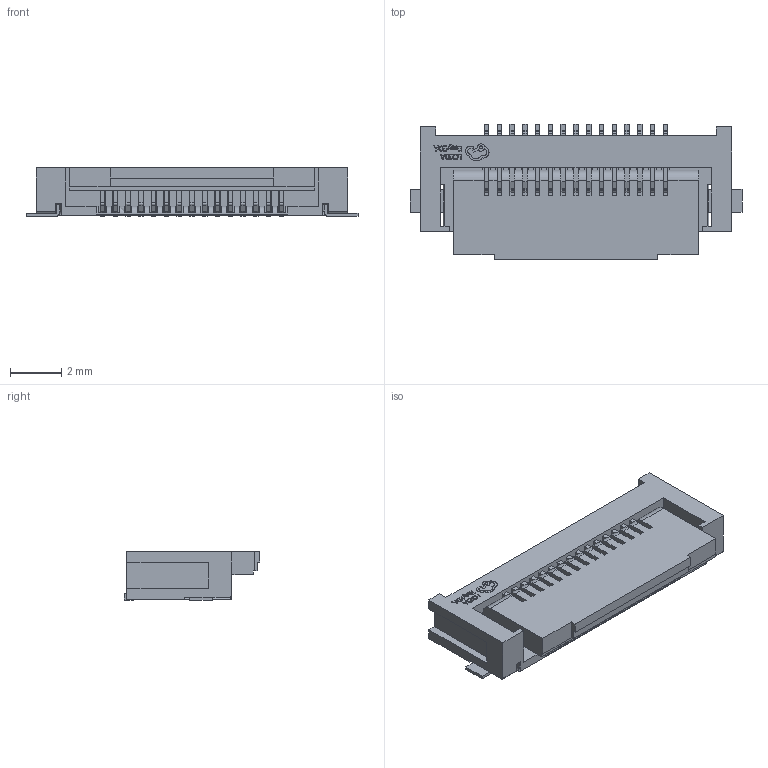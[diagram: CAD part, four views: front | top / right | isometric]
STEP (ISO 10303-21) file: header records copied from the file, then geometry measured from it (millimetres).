
FILE_DESCRIPTION (( 'STEP AP214' ), '1' );
FILE_NAME ('FPC-SMD_5051101592.step', '2022-07-06T11:04:00', ( '' ), ( '' ), 'SwSTEP 2.0', 'SolidWorks 2020', '' );
FILE_SCHEMA (( 'AUTOMOTIVE_DESIGN' ));
Length unit declared in the file: millimetre
Products named in the file (1): FPC-SMD_5051101592
Bounding box: 13 x 5.3 x 1.92 mm (x, y, z)
Volume: 61.8 mm3; surface area: 443.2 mm2
Topology: 19 solids, 19 shells, 1153 faces, 3308 edges, 2200 vertices
Faces by surface type: plane 805, cylinder 198, bspline 146, torus 2, sphere 2
Entity records: 51533 total; most frequent: CARTESIAN_POINT 10328, ORIENTED_EDGE 6612, DIRECTION 5440, EDGE_CURVE 3306, LINE 2584, VECTOR 2584, VERTEX_POINT 2200, AXIS2_PLACEMENT_3D 1428
